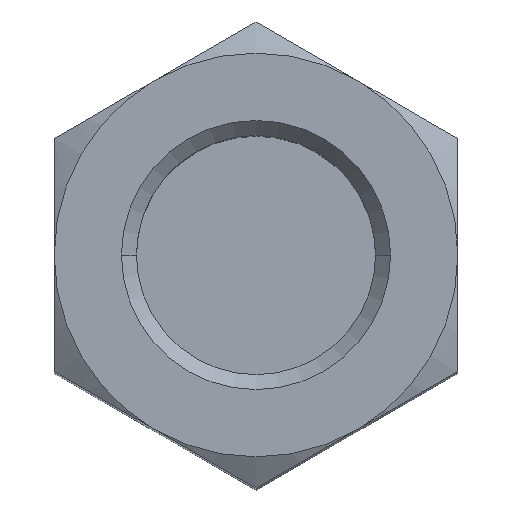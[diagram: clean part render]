
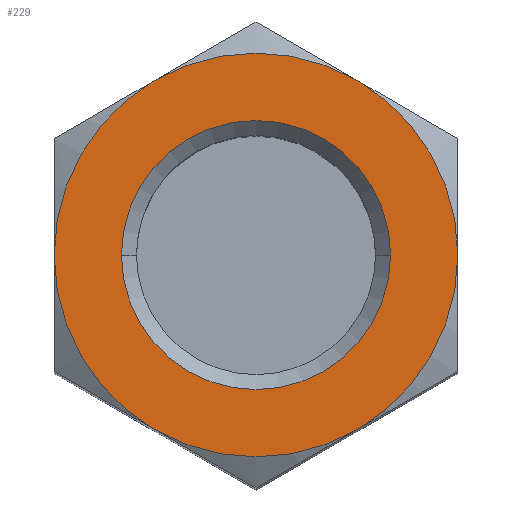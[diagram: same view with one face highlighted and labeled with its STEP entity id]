
A CAD part, top view. The second image highlights one B-rep face of the part: STEP entity #229.
In plain terms, the highlighted planar face has unit normal (0, 0, 1).
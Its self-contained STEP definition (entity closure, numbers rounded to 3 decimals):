
#23 = DIRECTION ( 'NONE',  ( 0., 0., 1. ) ) ;
#46 = EDGE_LOOP ( 'NONE', ( #713, #98, #1028, #514, #435, #1009 ) ) ;
#48 = CARTESIAN_POINT ( 'NONE',  ( 0., 0., 75. ) ) ;
#49 = AXIS2_PLACEMENT_3D ( 'NONE', #58, #474, #555 ) ;
#54 = CARTESIAN_POINT ( 'NONE',  ( 0., 0., 75. ) ) ;
#58 = CARTESIAN_POINT ( 'NONE',  ( 0., 0., 75. ) ) ;
#73 = VERTEX_POINT ( 'NONE', #296 ) ;
#79 = ORIENTED_EDGE ( 'NONE', *, *, #126, .T. ) ;
#98 = ORIENTED_EDGE ( 'NONE', *, *, #910, .T. ) ;
#126 = EDGE_CURVE ( 'NONE', #349, #980, #656, .T. ) ;
#128 = EDGE_LOOP ( 'NONE', ( #79, #517 ) ) ;
#130 = DIRECTION ( 'NONE',  ( 0., 0., -1. ) ) ;
#149 = CARTESIAN_POINT ( 'NONE',  ( 0., 0., 75. ) ) ;
#153 = DIRECTION ( 'NONE',  ( -1., 0., 0. ) ) ;
#168 = CIRCLE ( 'NONE', #840, 9. ) ;
#185 = CARTESIAN_POINT ( 'NONE',  ( 13.5, 0., 75. ) ) ;
#188 = AXIS2_PLACEMENT_3D ( 'NONE', #149, #637, #153 ) ;
#194 = VERTEX_POINT ( 'NONE', #185 ) ;
#217 = PLANE ( 'NONE',  #885 ) ;
#222 = DIRECTION ( 'NONE',  ( -1., 0., 0. ) ) ;
#229 = ADVANCED_FACE ( 'NONE', ( #944, #235 ), #217, .F. ) ;
#235 = FACE_OUTER_BOUND ( 'NONE', #46, .T. ) ;
#240 = EDGE_CURVE ( 'NONE', #73, #587, #255, .T. ) ;
#243 = AXIS2_PLACEMENT_3D ( 'NONE', #621, #360, #928 ) ;
#255 = CIRCLE ( 'NONE', #49, 13.5 ) ;
#272 = EDGE_CURVE ( 'NONE', #980, #349, #168, .T. ) ;
#296 = CARTESIAN_POINT ( 'NONE',  ( 6.75, 11.691, 75. ) ) ;
#298 = CARTESIAN_POINT ( 'NONE',  ( 16., 0., 75. ) ) ;
#343 = CARTESIAN_POINT ( 'NONE',  ( -13.5, 0., 75. ) ) ;
#349 = VERTEX_POINT ( 'NONE', #403 ) ;
#360 = DIRECTION ( 'NONE',  ( 0., 0., 1. ) ) ;
#371 = CARTESIAN_POINT ( 'NONE',  ( -6.75, 11.691, 75. ) ) ;
#373 = CARTESIAN_POINT ( 'NONE',  ( 6.75, -11.691, 75. ) ) ;
#403 = CARTESIAN_POINT ( 'NONE',  ( 9., 0., 75. ) ) ;
#431 = CIRCLE ( 'NONE', #843, 13.5 ) ;
#435 = ORIENTED_EDGE ( 'NONE', *, *, #475, .T. ) ;
#439 = VERTEX_POINT ( 'NONE', #524 ) ;
#470 = DIRECTION ( 'NONE',  ( 0., 0., 1. ) ) ;
#474 = DIRECTION ( 'NONE',  ( 0., 0., 1. ) ) ;
#475 = EDGE_CURVE ( 'NONE', #194, #73, #738, .T. ) ;
#514 = ORIENTED_EDGE ( 'NONE', *, *, #553, .T. ) ;
#517 = ORIENTED_EDGE ( 'NONE', *, *, #272, .T. ) ;
#522 = DIRECTION ( 'NONE',  ( 0., 0., 1. ) ) ;
#524 = CARTESIAN_POINT ( 'NONE',  ( -6.75, -11.691, 75. ) ) ;
#534 = VERTEX_POINT ( 'NONE', #343 ) ;
#543 = DIRECTION ( 'NONE',  ( -1., 0., 0. ) ) ;
#553 = EDGE_CURVE ( 'NONE', #685, #194, #754, .T. ) ;
#555 = DIRECTION ( 'NONE',  ( -1., 0., 0. ) ) ;
#558 = DIRECTION ( 'NONE',  ( 0., 0., -1. ) ) ;
#587 = VERTEX_POINT ( 'NONE', #371 ) ;
#607 = CARTESIAN_POINT ( 'NONE',  ( 0., 0., 75. ) ) ;
#610 = CARTESIAN_POINT ( 'NONE',  ( -9., 0., 75. ) ) ;
#621 = CARTESIAN_POINT ( 'NONE',  ( 0., 0., 75. ) ) ;
#624 = DIRECTION ( 'NONE',  ( -1., 0., 0. ) ) ;
#637 = DIRECTION ( 'NONE',  ( 0., 0., -1. ) ) ;
#656 = CIRCLE ( 'NONE', #188, 9. ) ;
#674 = CARTESIAN_POINT ( 'NONE',  ( 0., 0., 75. ) ) ;
#685 = VERTEX_POINT ( 'NONE', #373 ) ;
#713 = ORIENTED_EDGE ( 'NONE', *, *, #1020, .F. ) ;
#725 = CIRCLE ( 'NONE', #756, 13.5 ) ;
#738 = CIRCLE ( 'NONE', #1034, 13.5 ) ;
#754 = CIRCLE ( 'NONE', #243, 13.5 ) ;
#756 = AXIS2_PLACEMENT_3D ( 'NONE', #674, #522, #981 ) ;
#764 = CARTESIAN_POINT ( 'NONE',  ( 0., 0., 75. ) ) ;
#777 = DIRECTION ( 'NONE',  ( -1., 0., 0. ) ) ;
#819 = DIRECTION ( 'NONE',  ( -1., 0., 0. ) ) ;
#840 = AXIS2_PLACEMENT_3D ( 'NONE', #54, #558, #777 ) ;
#843 = AXIS2_PLACEMENT_3D ( 'NONE', #764, #130, #222 ) ;
#864 = DIRECTION ( 'NONE',  ( 0., 0., -1. ) ) ;
#885 = AXIS2_PLACEMENT_3D ( 'NONE', #298, #864, #543 ) ;
#890 = CIRCLE ( 'NONE', #1022, 13.5 ) ;
#910 = EDGE_CURVE ( 'NONE', #534, #439, #725, .T. ) ;
#928 = DIRECTION ( 'NONE',  ( -1., 0., 0. ) ) ;
#944 = FACE_BOUND ( 'NONE', #128, .T. ) ;
#980 = VERTEX_POINT ( 'NONE', #610 ) ;
#981 = DIRECTION ( 'NONE',  ( -1., 0., 0. ) ) ;
#1009 = ORIENTED_EDGE ( 'NONE', *, *, #240, .T. ) ;
#1020 = EDGE_CURVE ( 'NONE', #534, #587, #431, .T. ) ;
#1022 = AXIS2_PLACEMENT_3D ( 'NONE', #48, #470, #624 ) ;
#1028 = ORIENTED_EDGE ( 'NONE', *, *, #1036, .T. ) ;
#1034 = AXIS2_PLACEMENT_3D ( 'NONE', #607, #23, #819 ) ;
#1036 = EDGE_CURVE ( 'NONE', #439, #685, #890, .T. ) ;
